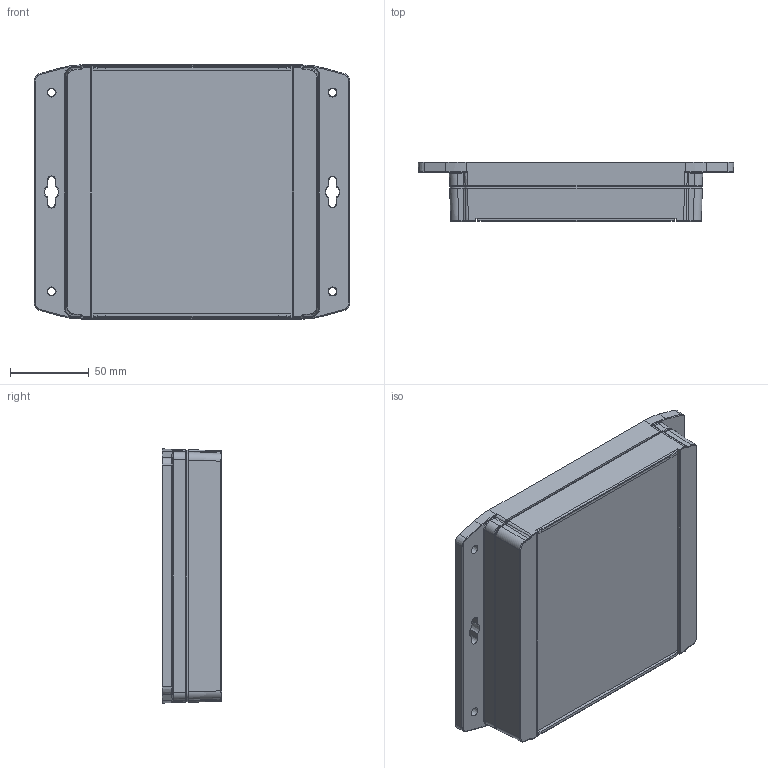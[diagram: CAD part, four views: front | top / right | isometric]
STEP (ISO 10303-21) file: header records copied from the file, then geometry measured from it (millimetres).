
FILE_DESCRIPTION (( 'STEP AP203' ), '1' );
FILE_NAME ('1555R2F17GY.step', '2020-11-13T21:08:23', ( 'ADC123' ), ( 'Microsoft' ), 'SwSTEP 2.0', 'SolidWorks 2019', '' );
FILE_SCHEMA (( 'CONFIG_CONTROL_DESIGN' ));
Length unit declared in the file: inch
Products named in the file (1): 1555R2F17GY
Bounding box: 200 x 37.7 x 161.05 mm (x, y, z)
Volume: 262305.3 mm3; surface area: 180261.3 mm2
Topology: 11 solids, 11 shells, 2438 faces, 6308 edges, 4018 vertices
Faces by surface type: bspline 912, plane 807, cylinder 493, cone 222, torus 4
Full cylindrical faces by diameter (mm): 2.3 x12, 3.251 x4, 3.43 x4, 3.88 x4, 5 x1, 5.334 x4, 5.537 x8, 7 x4, 10 x1
Entity records: 104187 total; most frequent: CARTESIAN_POINT 52230, ORIENTED_EDGE 12250, DIRECTION 7961, EDGE_CURVE 6125, VERTEX_POINT 3972, VECTOR 2821, LINE 2821, EDGE_LOOP 2731
